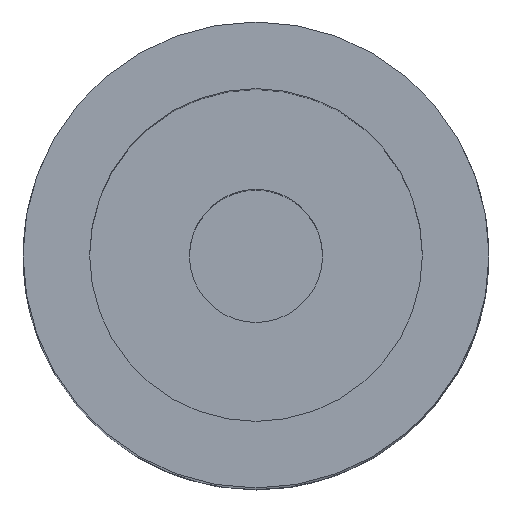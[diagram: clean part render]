
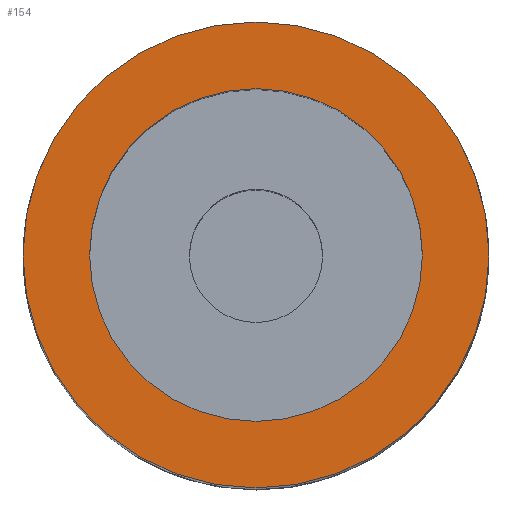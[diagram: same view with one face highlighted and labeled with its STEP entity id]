
A CAD part, top view. The second image highlights one B-rep face of the part: STEP entity #154.
In plain terms, the highlighted planar face has unit normal (0, 0, 1).
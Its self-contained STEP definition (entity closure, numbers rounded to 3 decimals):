
#21 = ORIENTED_EDGE ( 'NONE', *, *, #398, .T. ) ;
#27 = EDGE_CURVE ( 'NONE', #497, #274, #567, .T. ) ;
#119 = CIRCLE ( 'NONE', #757, 7. ) ;
#136 = CARTESIAN_POINT ( 'NONE',  ( 0., 0., 35. ) ) ;
#154 = ADVANCED_FACE ( 'NONE', ( #837, #777 ), #185, .F. ) ;
#171 = CARTESIAN_POINT ( 'NONE',  ( 0., 5., 35. ) ) ;
#185 = PLANE ( 'NONE',  #717 ) ;
#212 = DIRECTION ( 'NONE',  ( 0., 0., 1. ) ) ;
#216 = CARTESIAN_POINT ( 'NONE',  ( 0., 7., 35. ) ) ;
#249 = CIRCLE ( 'NONE', #816, 5. ) ;
#255 = CARTESIAN_POINT ( 'NONE',  ( 0., 0., 35. ) ) ;
#274 = VERTEX_POINT ( 'NONE', #813 ) ;
#306 = EDGE_LOOP ( 'NONE', ( #448, #629 ) ) ;
#311 = AXIS2_PLACEMENT_3D ( 'NONE', #255, #716, #662 ) ;
#348 = CARTESIAN_POINT ( 'NONE',  ( 0., 0., 35. ) ) ;
#388 = CIRCLE ( 'NONE', #311, 7. ) ;
#398 = EDGE_CURVE ( 'NONE', #719, #481, #119, .T. ) ;
#407 = DIRECTION ( 'NONE',  ( 0., 0., 1. ) ) ;
#412 = DIRECTION ( 'NONE',  ( 0., -1., 0. ) ) ;
#448 = ORIENTED_EDGE ( 'NONE', *, *, #856, .F. ) ;
#457 = CARTESIAN_POINT ( 'NONE',  ( 0., 0., 35. ) ) ;
#481 = VERTEX_POINT ( 'NONE', #573 ) ;
#491 = DIRECTION ( 'NONE',  ( 0., -1., 0. ) ) ;
#497 = VERTEX_POINT ( 'NONE', #171 ) ;
#540 = EDGE_LOOP ( 'NONE', ( #845, #21 ) ) ;
#567 = CIRCLE ( 'NONE', #806, 5. ) ;
#573 = CARTESIAN_POINT ( 'NONE',  ( 0., -7., 35. ) ) ;
#583 = DIRECTION ( 'NONE',  ( 0., 0., -1. ) ) ;
#629 = ORIENTED_EDGE ( 'NONE', *, *, #27, .F. ) ;
#662 = DIRECTION ( 'NONE',  ( 0., -1., 0. ) ) ;
#681 = DIRECTION ( 'NONE',  ( 0., -1., 0. ) ) ;
#716 = DIRECTION ( 'NONE',  ( 0., 0., 1. ) ) ;
#717 = AXIS2_PLACEMENT_3D ( 'NONE', #457, #583, #815 ) ;
#719 = VERTEX_POINT ( 'NONE', #216 ) ;
#742 = DIRECTION ( 'NONE',  ( 0., 0., 1. ) ) ;
#757 = AXIS2_PLACEMENT_3D ( 'NONE', #136, #407, #681 ) ;
#775 = EDGE_CURVE ( 'NONE', #481, #719, #388, .T. ) ;
#777 = FACE_OUTER_BOUND ( 'NONE', #540, .T. ) ;
#806 = AXIS2_PLACEMENT_3D ( 'NONE', #808, #212, #491 ) ;
#808 = CARTESIAN_POINT ( 'NONE',  ( 0., 0., 35. ) ) ;
#813 = CARTESIAN_POINT ( 'NONE',  ( 0., -5., 35. ) ) ;
#815 = DIRECTION ( 'NONE',  ( 0., 1., 0. ) ) ;
#816 = AXIS2_PLACEMENT_3D ( 'NONE', #348, #742, #412 ) ;
#837 = FACE_BOUND ( 'NONE', #306, .T. ) ;
#845 = ORIENTED_EDGE ( 'NONE', *, *, #775, .T. ) ;
#856 = EDGE_CURVE ( 'NONE', #274, #497, #249, .T. ) ;
